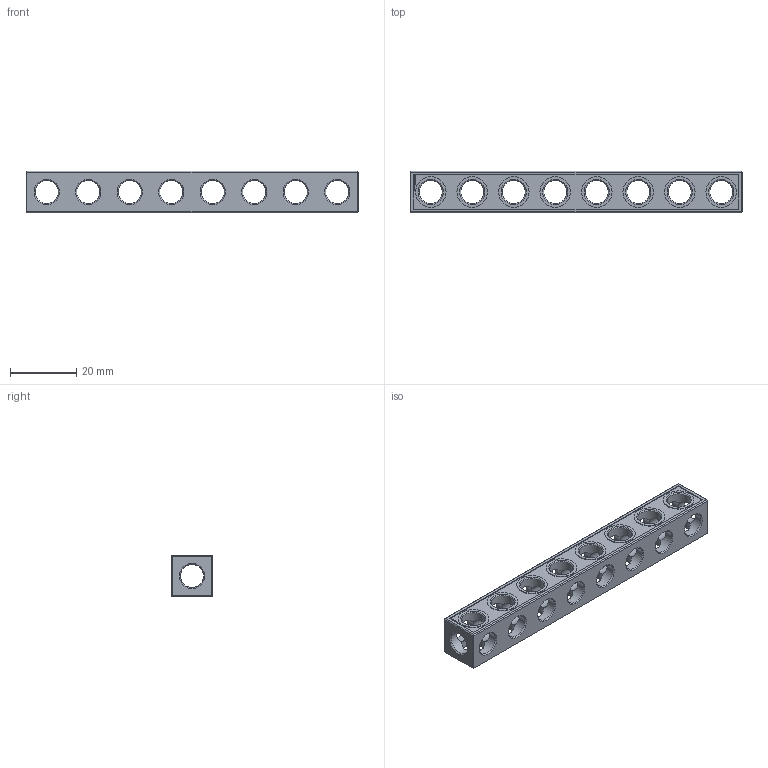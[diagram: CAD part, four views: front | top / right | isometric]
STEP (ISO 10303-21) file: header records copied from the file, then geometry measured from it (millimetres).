
FILE_DESCRIPTION(('FreeCAD Model'),'2;1');
FILE_NAME('Open CASCADE Shape Model','2021-05-23T22:00:43',( 'Paulo Kiefe'),('STEMFIE.org'),'Open CASCADE STEP processor 7.4', 'FreeCAD','Unknown');
FILE_SCHEMA(('AUTOMOTIVE_DESIGN { 1 0 10303 214 1 1 1 1 }'));
Products named in the file (1): Beam_STR_ESS_BU08x01x01_-_SPN-BEM-0045_(stemfie.org)
Bounding box: 100 x 12.5 x 12.5 mm (x, y, z)
Volume: 7808.2 mm3; surface area: 7150.3 mm2
Topology: 1 solids, 1 shells, 539 faces, 1579 edges, 1052 vertices
Faces by surface type: plane 356, extrusion 100, cylinder 49, cone 34
Full cylindrical faces by diameter (mm): 7 x41, 9.2 x8
Entity records: 48477 total; most frequent: CARTESIAN_POINT 18079, DIRECTION 5134, VECTOR 3709, LINE 3609, ORIENTED_EDGE 3158, PCURVE 3158, DEFINITIONAL_REPRESENTATION 3158, EDGE_CURVE 1579
